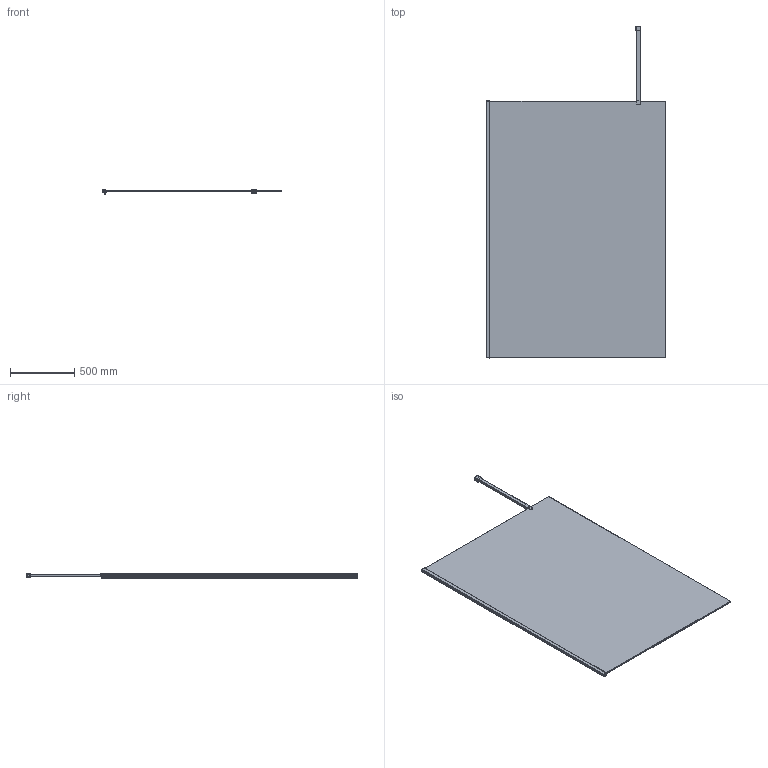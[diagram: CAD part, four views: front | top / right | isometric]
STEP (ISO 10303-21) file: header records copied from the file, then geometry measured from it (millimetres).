
FILE_DESCRIPTION (( 'STEP AP214' ), '1' );
FILE_NAME ('2.STEP', '2020-12-15T12:13:04', ( '' ), ( '' ), 'SwSTEP 2.0', 'SolidWorks 2010', '' );
FILE_SCHEMA (( 'AUTOMOTIVE_DESIGN' ));
Length unit declared in the file: millimetre
Products named in the file (15): 3; 4; Ceiling bracing bar; LP-5; LW-C; LW-3519; 10mmDBJT; LP-3084; 2; Fixed glass1400X2000; LP-4; Bottom seal for fixed glass; LW-A; 8mmDBJT
Assembly tree (14 placements, depth 3):
  2
    Bottom seal for fixed glass
    8mmDBJT
    Fixed glass1400X2000
    10mmDBJT
    LW-C
    LP-3084
    Ceiling bracing bar
      LW-A
      LP-4
      LP-5
      4
      3
      2
      LW-3519
Bounding box: 1399.5 x 2584.5 x 38.11 mm (x, y, z)
Volume: 28408292 mm3; surface area: 6614277 mm2
Topology: 13 solids, 13 shells, 815 faces, 2030 edges, 1247 vertices
Faces by surface type: plane 377, cylinder 222, bspline 107, torus 69, sphere 30, cone 10
Entity records: 33688 total; most frequent: CARTESIAN_POINT 14287, ORIENTED_EDGE 3996, DIRECTION 3720, EDGE_CURVE 1998, VECTOR 1252, LINE 1252, VERTEX_POINT 1247, AXIS2_PLACEMENT_3D 1234
